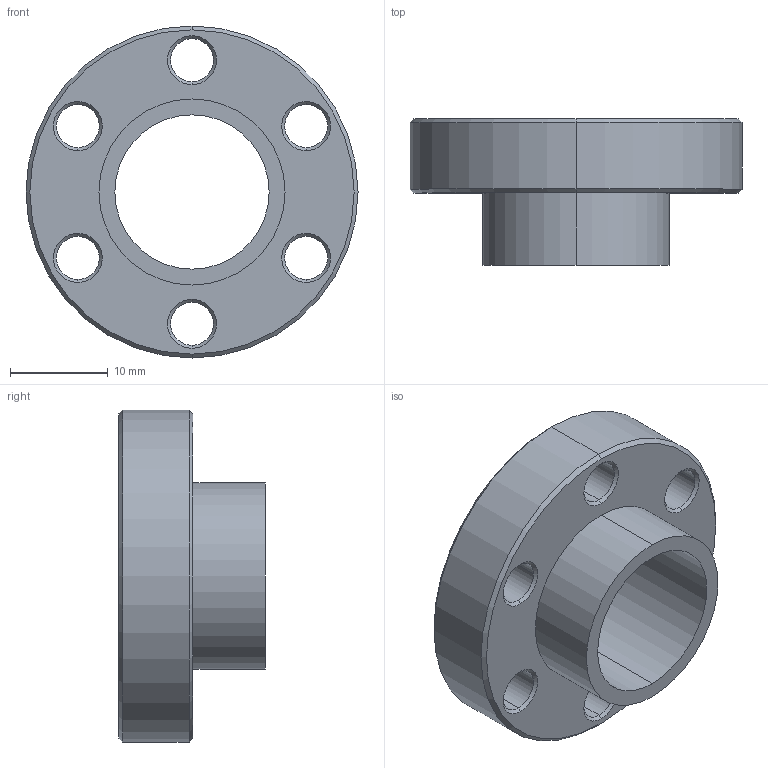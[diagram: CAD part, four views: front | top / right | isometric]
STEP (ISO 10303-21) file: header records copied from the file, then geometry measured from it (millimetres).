
FILE_DESCRIPTION (( 'STEP AP214' ), '1' );
FILE_NAME ('Hositrad_CF16-19X.STEP', '2011-08-18T10:50:25', ( '' ), ( '' ), 'SwSTEP 2.0', 'SolidWorks 2011', '' );
FILE_SCHEMA (( 'AUTOMOTIVE_DESIGN' ));
Length unit declared in the file: millimetre
Products named in the file (1): Hositrad_CF16-19X
Bounding box: 34 x 15 x 34 mm (x, y, z)
Volume: 5183.7 mm3; surface area: 3843.2 mm2
Topology: 1 solids, 1 shells, 56 faces, 132 edges, 80 vertices
Faces by surface type: cone 32, cylinder 20, plane 4
Entity records: 1686 total; most frequent: DIRECTION 326, CARTESIAN_POINT 269, ORIENTED_EDGE 264, AXIS2_PLACEMENT_3D 137, EDGE_CURVE 132, CIRCLE 80, VERTEX_POINT 80, EDGE_LOOP 72
